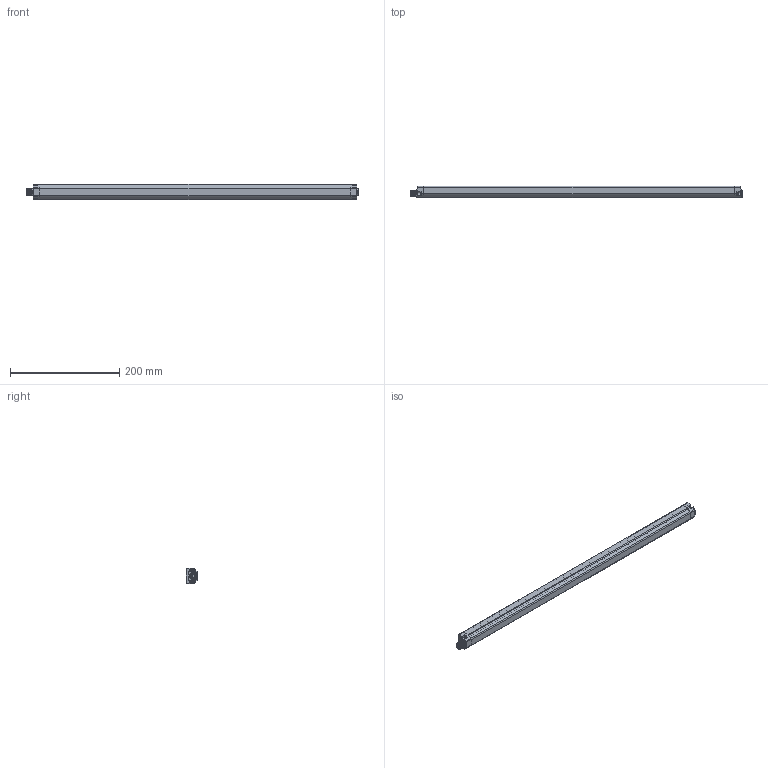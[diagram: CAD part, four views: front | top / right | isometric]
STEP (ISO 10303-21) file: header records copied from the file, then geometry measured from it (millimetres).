
FILE_DESCRIPTION((''),'2;1');
FILE_NAME('157897_SW','2012-12-12T',('banengservice'),('BANNER ENGINEERING'),'PRO/ENGINEER BY PARAMETRIC TECHNOLOGY CORPORATION, 2009141','PRO/ENGINEER BY PARAMETRIC TECHNOLOGY CORPORATION, 2009141','');
FILE_SCHEMA(('CONFIG_CONTROL_DESIGN'));
Length unit declared in the file: inch
Products named in the file (1): 157897_SW
Bounding box: 608 x 21.01 x 28 mm (x, y, z)
Volume: 133685 mm3; surface area: 150336 mm2
Topology: 1 solids, 1 shells, 686 faces, 1699 edges, 1027 vertices
Faces by surface type: plane 215, cylinder 205, cone 117, bspline 70, torus 59, sphere 18, extrusion 2
Entity records: 26894 total; most frequent: CARTESIAN_POINT 10731, DIRECTION 3460, ORIENTED_EDGE 3382, EDGE_CURVE 1691, AXIS2_PLACEMENT_3D 1342, VERTEX_POINT 1027, VECTOR 776, LINE 774
